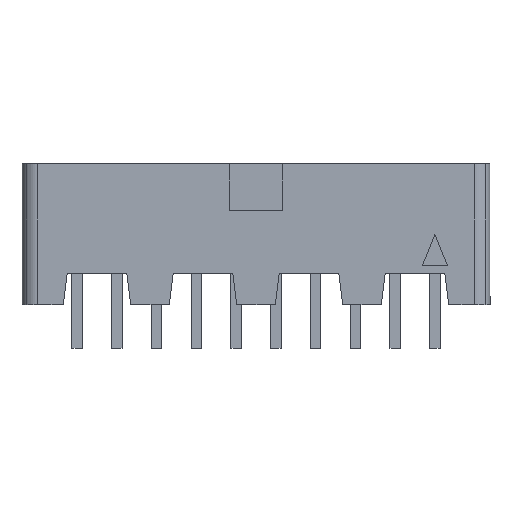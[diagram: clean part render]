
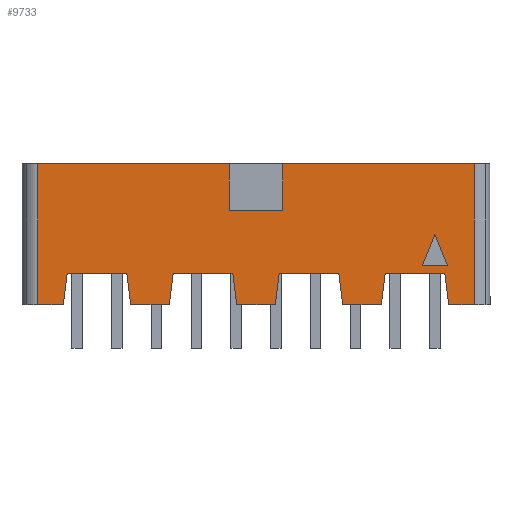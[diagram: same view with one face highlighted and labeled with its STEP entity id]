
A CAD part, front view. The second image highlights one B-rep face of the part: STEP entity #9733.
In plain terms, the highlighted planar face has unit normal (0, -1, 0).
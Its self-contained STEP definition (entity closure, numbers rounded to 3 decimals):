
#3309=CARTESIAN_POINT('',(-13.95,-3.05,0.0));
#3310=VERTEX_POINT('',#3309);
#3318=CARTESIAN_POINT('',(-13.95,-3.05,9.0));
#3319=VERTEX_POINT('',#3318);
#3320=CARTESIAN_POINT('',(-13.95,-3.05,0.0));
#3321=DIRECTION('',(0.0,0.0,1.0));
#3322=VECTOR('',#3321,9.0);
#3323=LINE('',#3320,#3322);
#3324=EDGE_CURVE('',#3310,#3319,#3323,.T.);
#3425=CARTESIAN_POINT('',(12.23,-3.05,2.5));
#3426=VERTEX_POINT('',#3425);
#3427=CARTESIAN_POINT('',(10.63,-3.05,2.5));
#3428=VERTEX_POINT('',#3427);
#3429=CARTESIAN_POINT('',(12.23,-3.05,2.5));
#3430=DIRECTION('',(-1.0,0.0,0.0));
#3431=VECTOR('',#3430,1.6);
#3432=LINE('',#3429,#3431);
#3433=EDGE_CURVE('',#3426,#3428,#3432,.T.);
#3465=CARTESIAN_POINT('',(11.43,-3.05,4.5));
#3466=VERTEX_POINT('',#3465);
#3467=CARTESIAN_POINT('',(10.63,-3.05,2.5));
#3468=DIRECTION('',(0.371,0.,0.928));
#3469=VECTOR('',#3468,2.154);
#3470=LINE('',#3467,#3469);
#3471=EDGE_CURVE('',#3428,#3466,#3470,.T.);
#3496=CARTESIAN_POINT('',(11.43,-3.05,4.5));
#3497=DIRECTION('',(0.371,0.,-0.928));
#3498=VECTOR('',#3497,2.154);
#3499=LINE('',#3496,#3498);
#3500=EDGE_CURVE('',#3466,#3426,#3499,.T.);
#8179=CARTESIAN_POINT('',(5.537,-3.05,0.));
#8180=VERTEX_POINT('',#8179);
#8187=CARTESIAN_POINT('',(5.291,-3.05,2.));
#8188=VERTEX_POINT('',#8187);
#8189=CARTESIAN_POINT('',(5.291,-3.05,2.));
#8190=DIRECTION('',(0.122,0.0,-0.993));
#8191=VECTOR('',#8190,2.015);
#8192=LINE('',#8189,#8191);
#8193=EDGE_CURVE('',#8188,#8180,#8192,.T.);
#8219=CARTESIAN_POINT('',(1.481,-3.05,2.));
#8220=VERTEX_POINT('',#8219);
#8227=CARTESIAN_POINT('',(1.236,-3.05,0.));
#8228=VERTEX_POINT('',#8227);
#8229=CARTESIAN_POINT('',(1.236,-3.05,0.));
#8230=DIRECTION('',(0.122,0.0,0.993));
#8231=VECTOR('',#8230,2.015);
#8232=LINE('',#8229,#8231);
#8233=EDGE_CURVE('',#8228,#8220,#8232,.T.);
#8339=CARTESIAN_POINT('',(-8.009,-3.05,0.));
#8340=VERTEX_POINT('',#8339);
#8347=CARTESIAN_POINT('',(-8.255,-3.05,2.));
#8348=VERTEX_POINT('',#8347);
#8349=CARTESIAN_POINT('',(-8.255,-3.05,2.));
#8350=DIRECTION('',(0.122,0.0,-0.993));
#8351=VECTOR('',#8350,2.015);
#8352=LINE('',#8349,#8351);
#8353=EDGE_CURVE('',#8348,#8340,#8352,.T.);
#8379=CARTESIAN_POINT('',(-12.065,-3.05,2.));
#8380=VERTEX_POINT('',#8379);
#8387=CARTESIAN_POINT('',(-12.311,-3.05,0.));
#8388=VERTEX_POINT('',#8387);
#8389=CARTESIAN_POINT('',(-12.311,-3.05,0.));
#8390=DIRECTION('',(0.122,0.0,0.993));
#8391=VECTOR('',#8390,2.015);
#8392=LINE('',#8389,#8391);
#8393=EDGE_CURVE('',#8388,#8380,#8392,.T.);
#8499=CARTESIAN_POINT('',(-1.236,-3.05,0.));
#8500=VERTEX_POINT('',#8499);
#8507=CARTESIAN_POINT('',(-1.482,-3.05,2.));
#8508=VERTEX_POINT('',#8507);
#8509=CARTESIAN_POINT('',(-1.482,-3.05,2.));
#8510=DIRECTION('',(0.122,0.0,-0.993));
#8511=VECTOR('',#8510,2.015);
#8512=LINE('',#8509,#8511);
#8513=EDGE_CURVE('',#8508,#8500,#8512,.T.);
#8539=CARTESIAN_POINT('',(-5.292,-3.05,2.));
#8540=VERTEX_POINT('',#8539);
#8547=CARTESIAN_POINT('',(-5.537,-3.05,0.));
#8548=VERTEX_POINT('',#8547);
#8549=CARTESIAN_POINT('',(-5.537,-3.05,0.));
#8550=DIRECTION('',(0.122,0.0,0.993));
#8551=VECTOR('',#8550,2.015);
#8552=LINE('',#8549,#8551);
#8553=EDGE_CURVE('',#8548,#8540,#8552,.T.);
#8659=CARTESIAN_POINT('',(12.31,-3.05,0.));
#8660=VERTEX_POINT('',#8659);
#8667=CARTESIAN_POINT('',(12.064,-3.05,2.));
#8668=VERTEX_POINT('',#8667);
#8669=CARTESIAN_POINT('',(12.064,-3.05,2.));
#8670=DIRECTION('',(0.122,0.0,-0.993));
#8671=VECTOR('',#8670,2.015);
#8672=LINE('',#8669,#8671);
#8673=EDGE_CURVE('',#8668,#8660,#8672,.T.);
#8699=CARTESIAN_POINT('',(8.254,-3.05,2.));
#8700=VERTEX_POINT('',#8699);
#8707=CARTESIAN_POINT('',(8.009,-3.05,0.));
#8708=VERTEX_POINT('',#8707);
#8709=CARTESIAN_POINT('',(8.009,-3.05,0.));
#8710=DIRECTION('',(0.122,0.0,0.993));
#8711=VECTOR('',#8710,2.015);
#8712=LINE('',#8709,#8711);
#8713=EDGE_CURVE('',#8708,#8700,#8712,.T.);
#9018=CARTESIAN_POINT('',(8.254,-3.05,2.));
#9019=DIRECTION('',(1.0,0.0,0.0));
#9020=VECTOR('',#9019,3.81);
#9021=LINE('',#9018,#9020);
#9022=EDGE_CURVE('',#8700,#8668,#9021,.T.);
#9032=CARTESIAN_POINT('',(1.481,-3.05,2.));
#9033=DIRECTION('',(1.0,0.0,0.0));
#9034=VECTOR('',#9033,3.81);
#9035=LINE('',#9032,#9034);
#9036=EDGE_CURVE('',#8220,#8188,#9035,.T.);
#9046=CARTESIAN_POINT('',(-5.292,-3.05,2.));
#9047=DIRECTION('',(1.0,0.0,0.0));
#9048=VECTOR('',#9047,3.81);
#9049=LINE('',#9046,#9048);
#9050=EDGE_CURVE('',#8540,#8508,#9049,.T.);
#9060=CARTESIAN_POINT('',(-12.065,-3.05,2.));
#9061=DIRECTION('',(1.0,0.0,0.0));
#9062=VECTOR('',#9061,3.81);
#9063=LINE('',#9060,#9062);
#9064=EDGE_CURVE('',#8380,#8348,#9063,.T.);
#9202=CARTESIAN_POINT('',(-13.95,-3.05,0.0));
#9203=DIRECTION('',(1.0,0.0,0.0));
#9204=VECTOR('',#9203,1.639);
#9205=LINE('',#9202,#9204);
#9206=EDGE_CURVE('',#3310,#8388,#9205,.T.);
#9324=CARTESIAN_POINT('',(13.95,-3.05,0.0));
#9325=VERTEX_POINT('',#9324);
#9333=CARTESIAN_POINT('',(12.31,-3.05,0.));
#9334=DIRECTION('',(1.0,0.0,0.0));
#9335=VECTOR('',#9334,1.64);
#9336=LINE('',#9333,#9335);
#9337=EDGE_CURVE('',#8660,#9325,#9336,.T.);
#9357=CARTESIAN_POINT('',(-1.236,-3.05,0.));
#9358=DIRECTION('',(1.0,0.0,0.0));
#9359=VECTOR('',#9358,2.472);
#9360=LINE('',#9357,#9359);
#9361=EDGE_CURVE('',#8500,#8228,#9360,.T.);
#9388=CARTESIAN_POINT('',(-8.009,-3.05,0.));
#9389=DIRECTION('',(1.0,0.0,0.0));
#9390=VECTOR('',#9389,2.472);
#9391=LINE('',#9388,#9390);
#9392=EDGE_CURVE('',#8340,#8548,#9391,.T.);
#9422=CARTESIAN_POINT('',(5.537,-3.05,0.));
#9423=DIRECTION('',(1.0,0.0,0.0));
#9424=VECTOR('',#9423,2.472);
#9425=LINE('',#9422,#9424);
#9426=EDGE_CURVE('',#8180,#8708,#9425,.T.);
#9689=CARTESIAN_POINT('',(13.95,-3.05,2.0));
#9690=DIRECTION('',(0.0,-1.0,0.0));
#9691=DIRECTION('',(0.0,0.0,-1.0));
#9692=AXIS2_PLACEMENT_3D('',#9689,#9690,#9691);
#9693=PLANE('',#9692);
#9694=ORIENTED_EDGE('',*,*,#8193,.T.);
#9695=ORIENTED_EDGE('',*,*,#9426,.T.);
#9696=ORIENTED_EDGE('',*,*,#8713,.T.);
#9697=ORIENTED_EDGE('',*,*,#9022,.T.);
#9698=ORIENTED_EDGE('',*,*,#8673,.T.);
#9699=ORIENTED_EDGE('',*,*,#9337,.T.);
#9700=CARTESIAN_POINT('',(13.95,-3.05,9.0));
#9701=VERTEX_POINT('',#9700);
#9702=CARTESIAN_POINT('',(13.95,-3.05,0.0));
#9703=DIRECTION('',(0.0,0.0,1.0));
#9704=VECTOR('',#9703,9.0);
#9705=LINE('',#9702,#9704);
#9706=EDGE_CURVE('',#9325,#9701,#9705,.T.);
#9707=ORIENTED_EDGE('',*,*,#9706,.T.);
#9708=CARTESIAN_POINT('',(13.95,-3.05,9.0));
#9709=DIRECTION('',(-1.0,0.0,0.0));
#9710=VECTOR('',#9709,27.9);
#9711=LINE('',#9708,#9710);
#9712=EDGE_CURVE('',#9701,#3319,#9711,.T.);
#9713=ORIENTED_EDGE('',*,*,#9712,.T.);
#9714=ORIENTED_EDGE('',*,*,#3324,.F.);
#9715=ORIENTED_EDGE('',*,*,#9206,.T.);
#9716=ORIENTED_EDGE('',*,*,#8393,.T.);
#9717=ORIENTED_EDGE('',*,*,#9064,.T.);
#9718=ORIENTED_EDGE('',*,*,#8353,.T.);
#9719=ORIENTED_EDGE('',*,*,#9392,.T.);
#9720=ORIENTED_EDGE('',*,*,#8553,.T.);
#9721=ORIENTED_EDGE('',*,*,#9050,.T.);
#9722=ORIENTED_EDGE('',*,*,#8513,.T.);
#9723=ORIENTED_EDGE('',*,*,#9361,.T.);
#9724=ORIENTED_EDGE('',*,*,#8233,.T.);
#9725=ORIENTED_EDGE('',*,*,#9036,.T.);
#9726=EDGE_LOOP('',(#9694,#9695,#9696,#9697,#9698,#9699,#9707,#9713,#9714,#9715,#9716,#9717,#9718,#9719,#9720,#9721,#9722,#9723,#9724,#9725));
#9727=FACE_OUTER_BOUND('',#9726,.T.);
#9728=ORIENTED_EDGE('',*,*,#3433,.T.);
#9729=ORIENTED_EDGE('',*,*,#3471,.T.);
#9730=ORIENTED_EDGE('',*,*,#3500,.T.);
#9731=EDGE_LOOP('',(#9728,#9729,#9730));
#9732=FACE_BOUND('',#9731,.T.);
#9733=ADVANCED_FACE('',(#9727,#9732),#9693,.T.);
